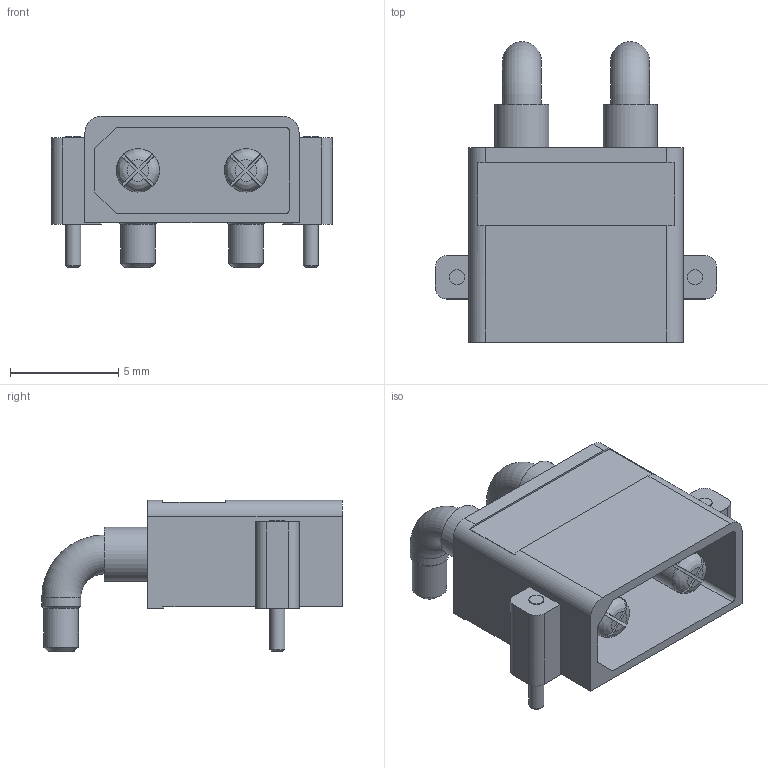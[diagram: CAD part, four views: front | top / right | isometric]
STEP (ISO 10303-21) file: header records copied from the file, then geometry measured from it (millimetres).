
FILE_DESCRIPTION(/* description */ (''),/* implementation_level */ '2;1');
FILE_NAME(/* name */ 'AMASS - XT30PW-M.step',/* time_stamp */ '2024-10-07T19:02:14+01:00',/* author */ (''),/* organization */ (''),/* preprocessor_version */ 'ST-DEVELOPER v20',/* originating_system */ 'Autodesk Translation Framework v13.20.0.188',/* authorisation */ '');
FILE_SCHEMA (('AUTOMOTIVE_DESIGN { 1 0 10303 214 3 1 1 }'));
Length unit declared in the file: millimetre
Products named in the file (1): AMASS - XT30PW-M
Bounding box: 13 x 13.9 x 7 mm (x, y, z)
Volume: 309 mm3; surface area: 792.4 mm2
Topology: 1 solids, 1 shells, 105 faces, 270 edges, 178 vertices
Faces by surface type: plane 69, cylinder 20, bspline 8, cone 6, torus 2
Full cylindrical faces by diameter (mm): 0.7 x4, 1.6 x2, 1.8 x2, 2 x2, 2.5 x2
Entity records: 3455 total; most frequent: CARTESIAN_POINT 762, ORIENTED_EDGE 540, DIRECTION 530, EDGE_CURVE 270, VERTEX_POINT 178, AXIS2_PLACEMENT_3D 178, LINE 174, VECTOR 174
